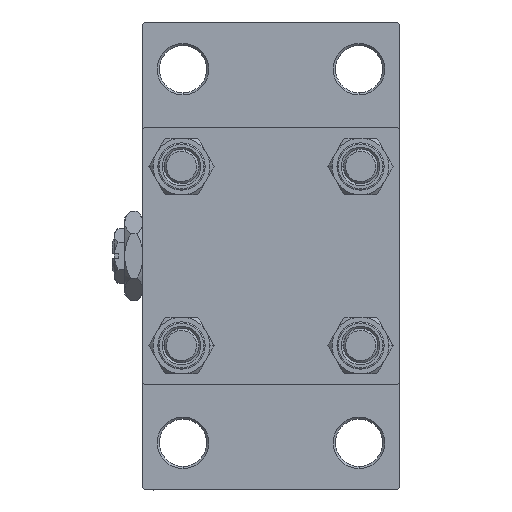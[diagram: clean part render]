
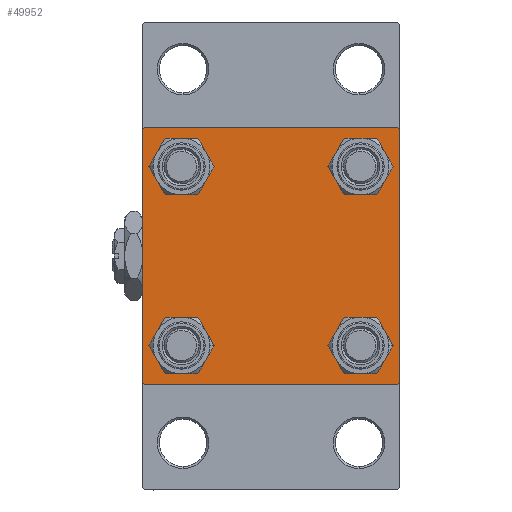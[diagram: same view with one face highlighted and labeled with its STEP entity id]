
A CAD part, left-side view. The second image highlights one B-rep face of the part: STEP entity #49952.
In plain terms, the highlighted planar face has unit normal (-1, 0, 0).
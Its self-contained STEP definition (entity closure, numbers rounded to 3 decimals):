
#749 = DIRECTION ( 'NONE',  ( 0., 0., 1. ) ) ;
#1010 = LINE ( 'NONE', #27332, #17122 ) ;
#1493 = AXIS2_PLACEMENT_3D ( 'NONE', #22118, #2900, #18323 ) ;
#1858 = VECTOR ( 'NONE', #12384, 1000. ) ;
#2162 = EDGE_LOOP ( 'NONE', ( #29685, #49008 ) ) ;
#2494 = DIRECTION ( 'NONE',  ( 0., 0., 1. ) ) ;
#2736 = EDGE_CURVE ( 'NONE', #11839, #22030, #27566, .T. ) ;
#2900 = DIRECTION ( 'NONE',  ( 1., 0., 0. ) ) ;
#2969 = ORIENTED_EDGE ( 'NONE', *, *, #46596, .T. ) ;
#3074 = ORIENTED_EDGE ( 'NONE', *, *, #41027, .T. ) ;
#3099 = VECTOR ( 'NONE', #49371, 1000. ) ;
#3653 = AXIS2_PLACEMENT_3D ( 'NONE', #4542, #19973, #749 ) ;
#4287 = FACE_BOUND ( 'NONE', #30040, .T. ) ;
#4542 = CARTESIAN_POINT ( 'NONE',  ( 0., 0., 0. ) ) ;
#4551 = CARTESIAN_POINT ( 'NONE',  ( 0., 30., 30. ) ) ;
#4938 = CARTESIAN_POINT ( 'NONE',  ( 0., -20.85, -20.85 ) ) ;
#5240 = DIRECTION ( 'NONE',  ( 1., 0., 0. ) ) ;
#5502 = AXIS2_PLACEMENT_3D ( 'NONE', #13065, #5240, #5984 ) ;
#5984 = DIRECTION ( 'NONE',  ( 0., 0., 1. ) ) ;
#6342 = DIRECTION ( 'NONE',  ( 0., 0., -1. ) ) ;
#7016 = DIRECTION ( 'NONE',  ( 0., 0., 1. ) ) ;
#7696 = DIRECTION ( 'NONE',  ( 0., 0.707, -0.707 ) ) ;
#7887 = VERTEX_POINT ( 'NONE', #8228 ) ;
#8228 = CARTESIAN_POINT ( 'NONE',  ( 0., -29.5, -30. ) ) ;
#8528 = CARTESIAN_POINT ( 'NONE',  ( 0., 20.85, 16.35 ) ) ;
#8728 = DIRECTION ( 'NONE',  ( 0., 0., 1. ) ) ;
#8767 = AXIS2_PLACEMENT_3D ( 'NONE', #4938, #32982, #8728 ) ;
#8873 = CARTESIAN_POINT ( 'NONE',  ( 0., 30., -29.5 ) ) ;
#8999 = ORIENTED_EDGE ( 'NONE', *, *, #49671, .T. ) ;
#9882 = CARTESIAN_POINT ( 'NONE',  ( 0., 30., 29.5 ) ) ;
#10253 = CARTESIAN_POINT ( 'NONE',  ( 0., 20.85, -25.35 ) ) ;
#10439 = VERTEX_POINT ( 'NONE', #19258 ) ;
#10477 = VERTEX_POINT ( 'NONE', #47281 ) ;
#11203 = CIRCLE ( 'NONE', #43497, 4.5 ) ;
#11693 = CARTESIAN_POINT ( 'NONE',  ( 0., 20.85, 20.85 ) ) ;
#11839 = VERTEX_POINT ( 'NONE', #15604 ) ;
#11875 = FACE_BOUND ( 'NONE', #22907, .T. ) ;
#12130 = FACE_BOUND ( 'NONE', #2162, .T. ) ;
#12384 = DIRECTION ( 'NONE',  ( 0., -1., 0. ) ) ;
#12647 = DIRECTION ( 'NONE',  ( 0., -0.707, -0.707 ) ) ;
#12896 = VERTEX_POINT ( 'NONE', #39180 ) ;
#13065 = CARTESIAN_POINT ( 'NONE',  ( 0., -20.85, 20.85 ) ) ;
#13483 = VECTOR ( 'NONE', #40138, 1000. ) ;
#14419 = DIRECTION ( 'NONE',  ( 0., 0., 1. ) ) ;
#14767 = EDGE_CURVE ( 'NONE', #10477, #48791, #24744, .T. ) ;
#14959 = EDGE_CURVE ( 'NONE', #12896, #7887, #32807, .T. ) ;
#15604 = CARTESIAN_POINT ( 'NONE',  ( 0., 29.5, 30. ) ) ;
#15659 = FACE_BOUND ( 'NONE', #23889, .T. ) ;
#15873 = ORIENTED_EDGE ( 'NONE', *, *, #19269, .T. ) ;
#16190 = AXIS2_PLACEMENT_3D ( 'NONE', #11693, #27131, #42520 ) ;
#16740 = CARTESIAN_POINT ( 'NONE',  ( 0., 30., 30. ) ) ;
#17122 = VECTOR ( 'NONE', #12647, 1000. ) ;
#17817 = CARTESIAN_POINT ( 'NONE',  ( 0., -29.75, 29.75 ) ) ;
#17821 = CIRCLE ( 'NONE', #16190, 4.5 ) ;
#17987 = EDGE_CURVE ( 'NONE', #48791, #10477, #21682, .T. ) ;
#18323 = DIRECTION ( 'NONE',  ( 0., 0., 1. ) ) ;
#18375 = EDGE_CURVE ( 'NONE', #19360, #22030, #28944, .T. ) ;
#18474 = LINE ( 'NONE', #33881, #31487 ) ;
#18638 = DIRECTION ( 'NONE',  ( 0., 0., 1. ) ) ;
#18804 = ORIENTED_EDGE ( 'NONE', *, *, #29651, .F. ) ;
#18887 = CARTESIAN_POINT ( 'NONE',  ( 0., 20.85, -20.85 ) ) ;
#19258 = CARTESIAN_POINT ( 'NONE',  ( 0., 20.85, -16.35 ) ) ;
#19269 = EDGE_CURVE ( 'NONE', #30601, #40766, #33793, .T. ) ;
#19360 = VERTEX_POINT ( 'NONE', #33973 ) ;
#19373 = EDGE_CURVE ( 'NONE', #44775, #10439, #37049, .T. ) ;
#19973 = DIRECTION ( 'NONE',  ( -1., 0., 0. ) ) ;
#20220 = ORIENTED_EDGE ( 'NONE', *, *, #18375, .T. ) ;
#20737 = AXIS2_PLACEMENT_3D ( 'NONE', #33630, #45484, #14419 ) ;
#21278 = LINE ( 'NONE', #16740, #31868 ) ;
#21427 = VECTOR ( 'NONE', #7696, 1000. ) ;
#21682 = CIRCLE ( 'NONE', #5502, 4.5 ) ;
#22030 = VERTEX_POINT ( 'NONE', #40797 ) ;
#22118 = CARTESIAN_POINT ( 'NONE',  ( 0., 20.85, -20.85 ) ) ;
#22511 = VERTEX_POINT ( 'NONE', #8528 ) ;
#22825 = ORIENTED_EDGE ( 'NONE', *, *, #19373, .T. ) ;
#22907 = EDGE_LOOP ( 'NONE', ( #15873, #32147 ) ) ;
#22995 = EDGE_CURVE ( 'NONE', #22511, #42905, #25886, .T. ) ;
#23564 = EDGE_CURVE ( 'NONE', #7887, #36870, #18474, .T. ) ;
#23889 = EDGE_LOOP ( 'NONE', ( #35970, #34558 ) ) ;
#24574 = DIRECTION ( 'NONE',  ( 0., 0., -1. ) ) ;
#24744 = CIRCLE ( 'NONE', #20737, 4.5 ) ;
#25833 = EDGE_LOOP ( 'NONE', ( #3074, #27784, #36843, #39531, #18804, #20220, #31510, #8999 ) ) ;
#25886 = CIRCLE ( 'NONE', #37948, 4.5 ) ;
#25890 = CARTESIAN_POINT ( 'NONE',  ( 0., -20.85, -25.35 ) ) ;
#26548 = CARTESIAN_POINT ( 'NONE',  ( 0., -30., 30. ) ) ;
#26921 = LINE ( 'NONE', #46102, #21427 ) ;
#27131 = DIRECTION ( 'NONE',  ( 1., 0., 0. ) ) ;
#27332 = CARTESIAN_POINT ( 'NONE',  ( 0., 29.75, -29.75 ) ) ;
#27388 = EDGE_CURVE ( 'NONE', #42905, #22511, #17821, .T. ) ;
#27555 = FACE_OUTER_BOUND ( 'NONE', #25833, .T. ) ;
#27566 = LINE ( 'NONE', #4551, #1858 ) ;
#27784 = ORIENTED_EDGE ( 'NONE', *, *, #31918, .T. ) ;
#28082 = CARTESIAN_POINT ( 'NONE',  ( 0., 20.85, 25.35 ) ) ;
#28944 = LINE ( 'NONE', #17817, #3099 ) ;
#29278 = DIRECTION ( 'NONE',  ( 1., 0., 0. ) ) ;
#29651 = EDGE_CURVE ( 'NONE', #19360, #36870, #30098, .T. ) ;
#29685 = ORIENTED_EDGE ( 'NONE', *, *, #27388, .T. ) ;
#30038 = DIRECTION ( 'NONE',  ( 1., 0., 0. ) ) ;
#30040 = EDGE_LOOP ( 'NONE', ( #2969, #22825 ) ) ;
#30098 = LINE ( 'NONE', #26548, #42064 ) ;
#30342 = DIRECTION ( 'NONE',  ( 0., -0.707, 0.707 ) ) ;
#30601 = VERTEX_POINT ( 'NONE', #42688 ) ;
#31487 = VECTOR ( 'NONE', #30342, 1000. ) ;
#31510 = ORIENTED_EDGE ( 'NONE', *, *, #2736, .F. ) ;
#31868 = VECTOR ( 'NONE', #24574, 1000. ) ;
#31918 = EDGE_CURVE ( 'NONE', #44829, #12896, #1010, .T. ) ;
#32142 = CARTESIAN_POINT ( 'NONE',  ( 0., -20.85, 25.35 ) ) ;
#32147 = ORIENTED_EDGE ( 'NONE', *, *, #47231, .T. ) ;
#32807 = LINE ( 'NONE', #47960, #13483 ) ;
#32982 = DIRECTION ( 'NONE',  ( 1., 0., 0. ) ) ;
#33630 = CARTESIAN_POINT ( 'NONE',  ( 0., -20.85, 20.85 ) ) ;
#33793 = CIRCLE ( 'NONE', #8767, 4.5 ) ;
#33881 = CARTESIAN_POINT ( 'NONE',  ( 0., -29.75, -29.75 ) ) ;
#33973 = CARTESIAN_POINT ( 'NONE',  ( 0., -30., 29.5 ) ) ;
#34558 = ORIENTED_EDGE ( 'NONE', *, *, #14767, .T. ) ;
#34904 = CARTESIAN_POINT ( 'NONE',  ( 0., -30., -29.5 ) ) ;
#35970 = ORIENTED_EDGE ( 'NONE', *, *, #17987, .T. ) ;
#36843 = ORIENTED_EDGE ( 'NONE', *, *, #14959, .T. ) ;
#36870 = VERTEX_POINT ( 'NONE', #34904 ) ;
#37049 = CIRCLE ( 'NONE', #1493, 4.5 ) ;
#37948 = AXIS2_PLACEMENT_3D ( 'NONE', #49214, #29278, #18638 ) ;
#39180 = CARTESIAN_POINT ( 'NONE',  ( 0., 29.5, -30. ) ) ;
#39531 = ORIENTED_EDGE ( 'NONE', *, *, #23564, .T. ) ;
#40138 = DIRECTION ( 'NONE',  ( 0., -1., 0. ) ) ;
#40766 = VERTEX_POINT ( 'NONE', #25890 ) ;
#40797 = CARTESIAN_POINT ( 'NONE',  ( 0., -29.5, 30. ) ) ;
#41027 = EDGE_CURVE ( 'NONE', #44931, #44829, #21278, .T. ) ;
#42064 = VECTOR ( 'NONE', #6342, 1000. ) ;
#42520 = DIRECTION ( 'NONE',  ( 0., 0., 1. ) ) ;
#42688 = CARTESIAN_POINT ( 'NONE',  ( 0., -20.85, -16.35 ) ) ;
#42905 = VERTEX_POINT ( 'NONE', #28082 ) ;
#42943 = PLANE ( 'NONE',  #3653 ) ;
#43497 = AXIS2_PLACEMENT_3D ( 'NONE', #44697, #47979, #2494 ) ;
#44697 = CARTESIAN_POINT ( 'NONE',  ( 0., -20.85, -20.85 ) ) ;
#44775 = VERTEX_POINT ( 'NONE', #10253 ) ;
#44829 = VERTEX_POINT ( 'NONE', #8873 ) ;
#44931 = VERTEX_POINT ( 'NONE', #9882 ) ;
#45090 = CIRCLE ( 'NONE', #48334, 4.5 ) ;
#45484 = DIRECTION ( 'NONE',  ( 1., 0., 0. ) ) ;
#46102 = CARTESIAN_POINT ( 'NONE',  ( 0., 29.75, 29.75 ) ) ;
#46596 = EDGE_CURVE ( 'NONE', #10439, #44775, #45090, .T. ) ;
#47231 = EDGE_CURVE ( 'NONE', #40766, #30601, #11203, .T. ) ;
#47281 = CARTESIAN_POINT ( 'NONE',  ( 0., -20.85, 16.35 ) ) ;
#47960 = CARTESIAN_POINT ( 'NONE',  ( 0., 30., -30. ) ) ;
#47979 = DIRECTION ( 'NONE',  ( 1., 0., 0. ) ) ;
#48334 = AXIS2_PLACEMENT_3D ( 'NONE', #18887, #30038, #7016 ) ;
#48791 = VERTEX_POINT ( 'NONE', #32142 ) ;
#49008 = ORIENTED_EDGE ( 'NONE', *, *, #22995, .T. ) ;
#49214 = CARTESIAN_POINT ( 'NONE',  ( 0., 20.85, 20.85 ) ) ;
#49371 = DIRECTION ( 'NONE',  ( 0., 0.707, 0.707 ) ) ;
#49671 = EDGE_CURVE ( 'NONE', #11839, #44931, #26921, .T. ) ;
#49952 = ADVANCED_FACE ( 'NONE', ( #15659, #11875, #4287, #12130, #27555 ), #42943, .T. ) ;
